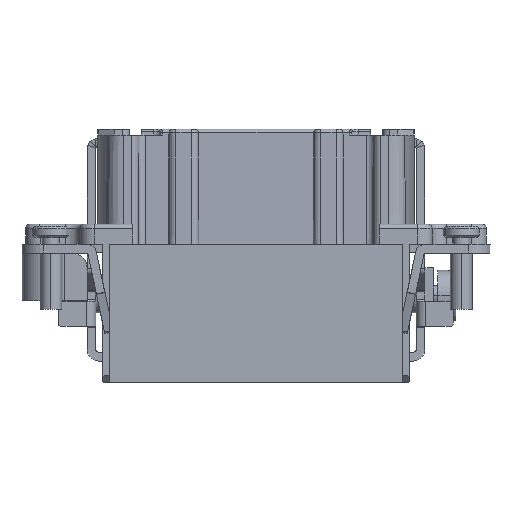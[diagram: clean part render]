
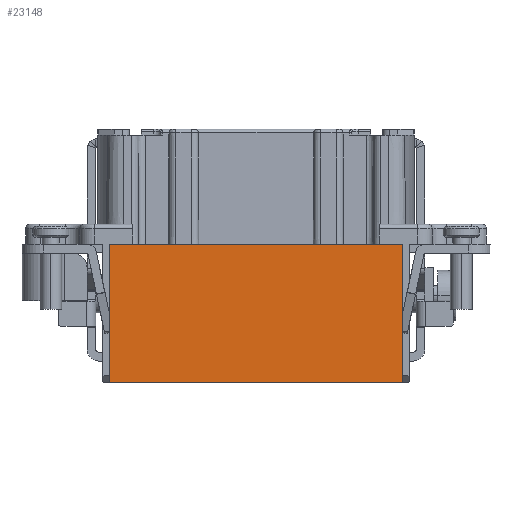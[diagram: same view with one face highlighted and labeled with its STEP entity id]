
A CAD part, left-side view. The second image highlights one B-rep face of the part: STEP entity #23148.
In plain terms, the highlighted planar face has unit normal (-1, 0, 0).
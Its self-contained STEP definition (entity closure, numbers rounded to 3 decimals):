
#440=DIRECTION('',(0.,1.,0.));
#441=VECTOR('',#440,40.7);
#442=CARTESIAN_POINT('',(-17.,-20.35,0.));
#443=LINE('',#442,#441);
#548=DIRECTION('',(0.,0.,-1.));
#549=VECTOR('',#548,19.2);
#550=CARTESIAN_POINT('',(-17.,20.35,0.));
#551=LINE('',#550,#549);
#592=DIRECTION('',(0.,1.,0.));
#593=VECTOR('',#592,40.7);
#594=CARTESIAN_POINT('',(-17.,-20.35,-19.2));
#595=LINE('',#594,#593);
#604=DIRECTION('',(0.,0.,1.));
#605=VECTOR('',#604,19.2);
#606=CARTESIAN_POINT('',(-17.,-20.35,-19.2));
#607=LINE('',#606,#605);
#22645=CARTESIAN_POINT('',(-17.,-20.35,0.));
#22646=VERTEX_POINT('',#22645);
#22647=CARTESIAN_POINT('',(-17.,20.35,0.));
#22648=VERTEX_POINT('',#22647);
#22649=CARTESIAN_POINT('',(-17.,-20.35,-19.2));
#22650=VERTEX_POINT('',#22649);
#22651=CARTESIAN_POINT('',(-17.,20.35,-19.2));
#22652=VERTEX_POINT('',#22651);
#23135=CARTESIAN_POINT('',(-17.,-17.21,0.));
#23136=DIRECTION('',(-1.,0.,0.));
#23137=DIRECTION('',(0.,-1.,0.));
#23138=AXIS2_PLACEMENT_3D('',#23135,#23136,#23137);
#23139=PLANE('',#23138);
#23140=ORIENTED_EDGE('',*,*,#23112,.F.);
#23141=ORIENTED_EDGE('',*,*,#22993,.F.);
#23143=ORIENTED_EDGE('',*,*,#23142,.F.);
#23145=ORIENTED_EDGE('',*,*,#23144,.T.);
#23146=EDGE_LOOP('',(#23140,#23141,#23143,#23145));
#23147=FACE_OUTER_BOUND('',#23146,.F.);
#22993=EDGE_CURVE('',#22646,#22648,#443,.T.);
#23112=EDGE_CURVE('',#22648,#22652,#551,.T.);
#23142=EDGE_CURVE('',#22650,#22646,#607,.T.);
#23144=EDGE_CURVE('',#22650,#22652,#595,.T.);
#23148=ADVANCED_FACE('',(#23147),#23139,.T.);
